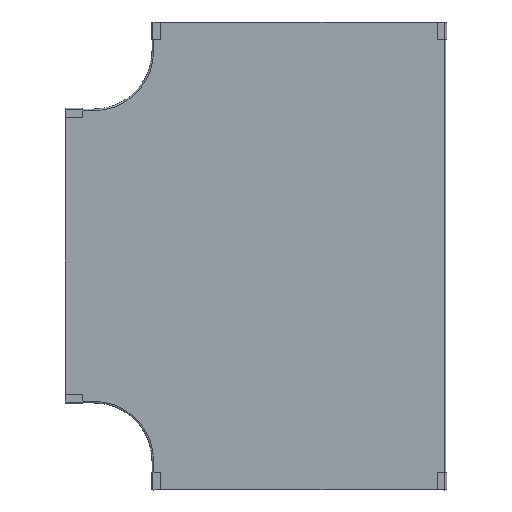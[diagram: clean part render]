
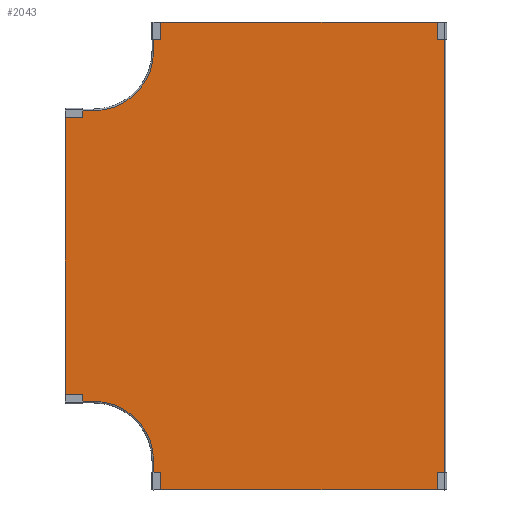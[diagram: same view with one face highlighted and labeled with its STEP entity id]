
A CAD part, top view. The second image highlights one B-rep face of the part: STEP entity #2043.
In plain terms, the highlighted planar face has unit normal (0, 0, 1).
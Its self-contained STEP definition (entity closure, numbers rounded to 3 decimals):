
#99=CIRCLE('',#2200,102.75);
#125=CIRCLE('',#2253,102.75);
#281=FACE_OUTER_BOUND('',#395,.T.);
#395=EDGE_LOOP('',(#1854,#1855,#1856,#1857,#1858,#1859,#1860,#1861,#1862,
#1863));
#554=LINE('',#3348,#754);
#555=LINE('',#3353,#755);
#556=LINE('',#3356,#756);
#561=LINE('',#3370,#761);
#571=LINE('',#3398,#771);
#581=LINE('',#3428,#781);
#592=LINE('',#3464,#792);
#595=LINE('',#3469,#795);
#754=VECTOR('',#2742,1.);
#755=VECTOR('',#2749,1.);
#756=VECTOR('',#2752,1.);
#761=VECTOR('',#2763,1.);
#771=VECTOR('',#2791,1.);
#781=VECTOR('',#2817,1.);
#792=VECTOR('',#2862,1.);
#795=VECTOR('',#2869,1.);
#942=VERTEX_POINT('',#3317);
#943=VERTEX_POINT('',#3319);
#950=VERTEX_POINT('',#3347);
#951=VERTEX_POINT('',#3351);
#952=VERTEX_POINT('',#3355);
#958=VERTEX_POINT('',#3369);
#964=VERTEX_POINT('',#3391);
#967=VERTEX_POINT('',#3396);
#976=VERTEX_POINT('',#3421);
#979=VERTEX_POINT('',#3426);
#1204=EDGE_CURVE('',#942,#943,#99,.T.);
#1218=EDGE_CURVE('',#943,#950,#554,.T.);
#1221=EDGE_CURVE('',#942,#951,#555,.T.);
#1222=EDGE_CURVE('',#952,#950,#556,.T.);
#1229=EDGE_CURVE('',#952,#958,#561,.T.);
#1243=EDGE_CURVE('',#967,#964,#571,.T.);
#1257=EDGE_CURVE('',#976,#979,#581,.T.);
#1275=EDGE_CURVE('',#967,#976,#125,.T.);
#1276=EDGE_CURVE('',#958,#979,#592,.T.);
#1279=EDGE_CURVE('',#951,#964,#595,.T.);
#1854=ORIENTED_EDGE('',*,*,#1279,.T.);
#1855=ORIENTED_EDGE('',*,*,#1243,.F.);
#1856=ORIENTED_EDGE('',*,*,#1275,.T.);
#1857=ORIENTED_EDGE('',*,*,#1257,.T.);
#1858=ORIENTED_EDGE('',*,*,#1276,.F.);
#1859=ORIENTED_EDGE('',*,*,#1229,.F.);
#1860=ORIENTED_EDGE('',*,*,#1222,.T.);
#1861=ORIENTED_EDGE('',*,*,#1218,.F.);
#1862=ORIENTED_EDGE('',*,*,#1204,.F.);
#1863=ORIENTED_EDGE('',*,*,#1221,.T.);
#1929=PLANE('',#2257);
#2043=ADVANCED_FACE('',(#281),#1929,.F.);
#2200=AXIS2_PLACEMENT_3D('',#3320,#2707,#2708);
#2253=AXIS2_PLACEMENT_3D('',#3462,#2858,#2859);
#2257=AXIS2_PLACEMENT_3D('',#3470,#2870,#2871);
#2707=DIRECTION('center_axis',(0.,0.,1.));
#2708=DIRECTION('ref_axis',(0.,-1.,0.));
#2742=DIRECTION('',(0.,1.,0.));
#2749=DIRECTION('',(-1.,0.,0.));
#2752=DIRECTION('',(-1.,0.,0.));
#2763=DIRECTION('',(0.,-1.,0.));
#2791=DIRECTION('',(-1.,0.,0.));
#2817=DIRECTION('',(0.,-1.,0.));
#2858=DIRECTION('center_axis',(0.,0.,-1.));
#2859=DIRECTION('ref_axis',(0.,1.,0.));
#2862=DIRECTION('',(-1.,0.,0.));
#2869=DIRECTION('',(0.,-1.,0.));
#2870=DIRECTION('center_axis',(0.,0.,-1.));
#2871=DIRECTION('ref_axis',(1.,0.,0.));
#3317=CARTESIAN_POINT('',(50.951,500.712,0.75));
#3319=CARTESIAN_POINT('',(153.701,603.462,0.75));
#3320=CARTESIAN_POINT('Origin',(50.951,603.462,0.75));
#3347=CARTESIAN_POINT('',(153.701,652.762,0.75));
#3348=CARTESIAN_POINT('',(153.701,603.462,0.75));
#3351=CARTESIAN_POINT('',(2.401,500.712,0.75));
#3353=CARTESIAN_POINT('',(50.951,500.712,0.75));
#3355=CARTESIAN_POINT('',(652.1,652.762,0.75));
#3356=CARTESIAN_POINT('',(452.901,652.762,0.75));
#3369=CARTESIAN_POINT('',(652.1,-149.738,0.75));
#3370=CARTESIAN_POINT('',(652.1,101.512,0.75));
#3391=CARTESIAN_POINT('',(2.401,2.312,0.75));
#3396=CARTESIAN_POINT('',(50.951,2.312,0.75));
#3398=CARTESIAN_POINT('',(50.951,2.312,0.75));
#3421=CARTESIAN_POINT('',(153.701,-100.438,0.75));
#3426=CARTESIAN_POINT('',(153.701,-149.738,0.75));
#3428=CARTESIAN_POINT('',(153.701,-100.438,0.75));
#3462=CARTESIAN_POINT('Origin',(50.951,-100.438,0.75));
#3464=CARTESIAN_POINT('',(252.901,-149.738,0.75));
#3469=CARTESIAN_POINT('',(2.401,101.512,0.75));
#3470=CARTESIAN_POINT('Origin',(73.951,78.513,0.75));
